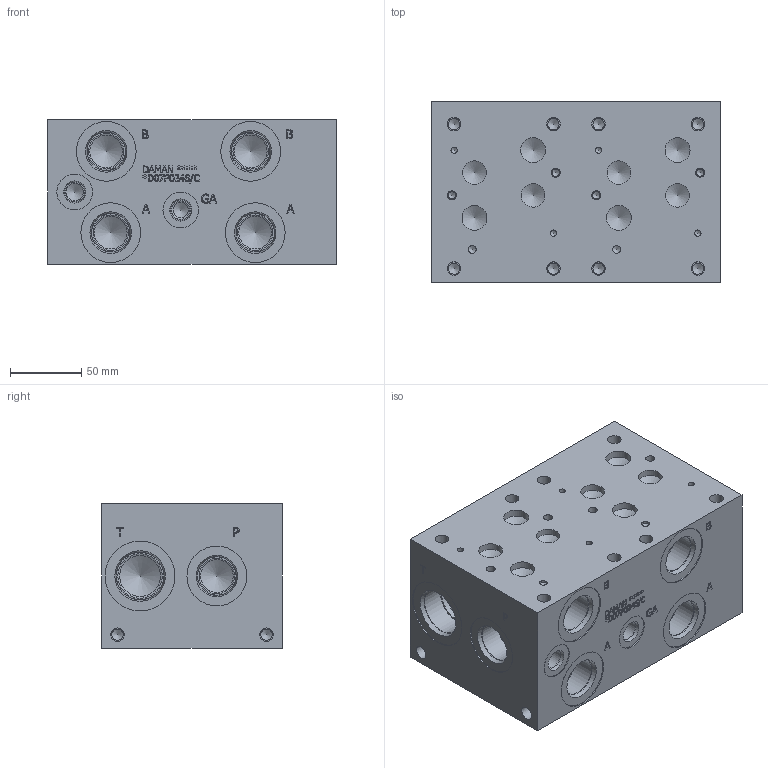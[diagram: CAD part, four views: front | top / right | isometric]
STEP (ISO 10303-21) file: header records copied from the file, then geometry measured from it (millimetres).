
FILE_DESCRIPTION(/* description */ (''),/* implementation_level */ '2;1');
FILE_NAME(/* name */ '_D07P024S_C.stp',/* time_stamp */ '2021-07-14T10:32:16-04:00',/* author */ ('anthonyv'),/* organization */ (''),/* preprocessor_version */ 'ST-DEVELOPER v18.1',/* originating_system */ 'Autodesk Inventor 2021',/* authorisation */ '');
FILE_SCHEMA (('AUTOMOTIVE_DESIGN { 1 0 10303 214 3 1 1 }'));
Length unit declared in the file: millimetre
Products named in the file (1): Part_AD07P024S_C_3D
Bounding box: 203.2 x 127 x 101.6 mm (x, y, z)
Volume: 2396983.9 mm3; surface area: 159414.3 mm2
Topology: 1 solids, 1 shells, 706 faces, 1927 edges, 1308 vertices
Faces by surface type: plane 377, bspline 149, cylinder 103, cone 77
Full cylindrical faces by diameter (mm): 4.369 x4, 5.105 x4, 5.563 x2, 6.35 x4, 7.925 x12, 9.525 x12, 10.719 x1, 12.294 x1, 12.9 x2, 14.275 x2, 14.29 x1, 14.529 x2, 15.9 x1, 16.662 x4, 17.475 x4, 20.62 x1, 22.23 x1, 22.54 x1, 23.012 x6, 24.917 x6, 25.019 x2, 26.99 x3, 27 x3, 27.432 x6, 28.575 x2, 30.16 x1, 31.267 x2, 33.34 x1, 33.35 x1, 33.757 x2
Entity records: 23518 total; most frequent: CARTESIAN_POINT 5838, ORIENTED_EDGE 3772, DIRECTION 3093, EDGE_CURVE 1886, VERTEX_POINT 1308, LINE 1199, VECTOR 1199, AXIS2_PLACEMENT_3D 947
